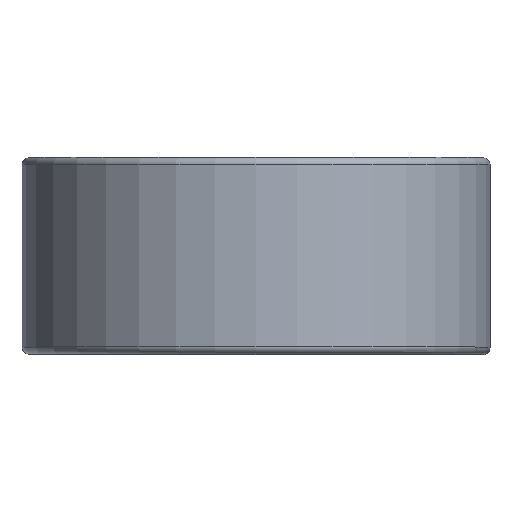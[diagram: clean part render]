
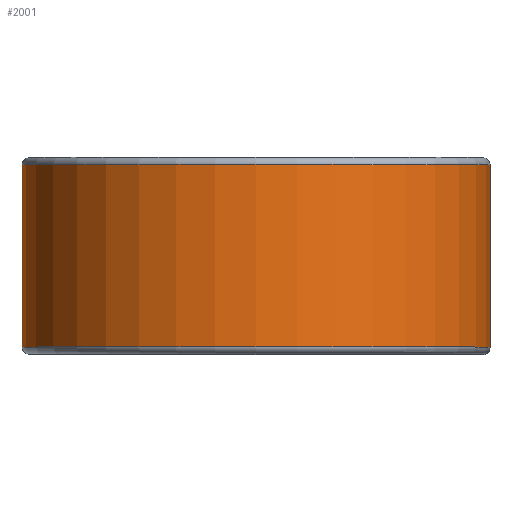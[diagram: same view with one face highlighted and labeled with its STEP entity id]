
A CAD part, top view. The second image highlights one B-rep face of the part: STEP entity #2001.
In plain terms, the highlighted cylindrical face has radius 24.536 mm (diameter 49.073 mm), a partial arc.
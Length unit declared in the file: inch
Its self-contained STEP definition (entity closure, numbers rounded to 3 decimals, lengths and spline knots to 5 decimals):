
#16 = AXIS2_PLACEMENT_3D ( 'NONE', #474, #1763, #618 ) ;
#144 = CARTESIAN_POINT ( 'NONE',  ( 0.966, -0.37625, 0. ) ) ;
#185 = ORIENTED_EDGE ( 'NONE', *, *, #775, .F. ) ;
#214 = CIRCLE ( 'NONE', #16, 0.966 ) ;
#226 = ORIENTED_EDGE ( 'NONE', *, *, #785, .F. ) ;
#470 = CARTESIAN_POINT ( 'NONE',  ( 0., 0.37625, -0.966 ) ) ;
#474 = CARTESIAN_POINT ( 'NONE',  ( 0., 0.37625, 0. ) ) ;
#589 = CARTESIAN_POINT ( 'NONE',  ( 0., 0.375, 0. ) ) ;
#618 = DIRECTION ( 'NONE',  ( 0., 0., -1. ) ) ;
#627 = FACE_OUTER_BOUND ( 'NONE', #833, .T. ) ;
#648 = DIRECTION ( 'NONE',  ( 0., 1., 0. ) ) ;
#698 = VERTEX_POINT ( 'NONE', #144 ) ;
#702 = ORIENTED_EDGE ( 'NONE', *, *, #2368, .T. ) ;
#715 = CARTESIAN_POINT ( 'NONE',  ( 0., 0.37625, -0.966 ) ) ;
#721 = DIRECTION ( 'NONE',  ( 0., -1., 0. ) ) ;
#775 = EDGE_CURVE ( 'NONE', #1594, #1053, #1614, .T. ) ;
#785 = EDGE_CURVE ( 'NONE', #698, #1594, #874, .T. ) ;
#833 = EDGE_LOOP ( 'NONE', ( #702, #2025, #185, #226 ) ) ;
#874 = CIRCLE ( 'NONE', #2313, 0.966 ) ;
#885 = CARTESIAN_POINT ( 'NONE',  ( 0., -0.37625, -0.966 ) ) ;
#1053 = VERTEX_POINT ( 'NONE', #470 ) ;
#1272 = AXIS2_PLACEMENT_3D ( 'NONE', #589, #1899, #1917 ) ;
#1404 = VECTOR ( 'NONE', #1848, 39.37008 ) ;
#1594 = VERTEX_POINT ( 'NONE', #885 ) ;
#1614 = LINE ( 'NONE', #715, #1404 ) ;
#1727 = VECTOR ( 'NONE', #648, 39.37008 ) ;
#1757 = LINE ( 'NONE', #1789, #1727 ) ;
#1761 = CYLINDRICAL_SURFACE ( 'NONE', #1272, 0.966 ) ;
#1763 = DIRECTION ( 'NONE',  ( 0., -1., 0. ) ) ;
#1789 = CARTESIAN_POINT ( 'NONE',  ( 0.966, 0.37625, 0. ) ) ;
#1848 = DIRECTION ( 'NONE',  ( 0., 1., 0. ) ) ;
#1856 = CARTESIAN_POINT ( 'NONE',  ( 0., -0.37625, 0. ) ) ;
#1899 = DIRECTION ( 'NONE',  ( 0., -1., 0. ) ) ;
#1910 = CARTESIAN_POINT ( 'NONE',  ( 0.966, 0.37625, 0. ) ) ;
#1917 = DIRECTION ( 'NONE',  ( 0., 0., -1. ) ) ;
#2000 = VERTEX_POINT ( 'NONE', #1910 ) ;
#2001 = ADVANCED_FACE ( 'NONE', ( #627 ), #1761, .T. ) ;
#2025 = ORIENTED_EDGE ( 'NONE', *, *, #2248, .T. ) ;
#2064 = DIRECTION ( 'NONE',  ( 0., 0., -1. ) ) ;
#2248 = EDGE_CURVE ( 'NONE', #2000, #1053, #214, .T. ) ;
#2313 = AXIS2_PLACEMENT_3D ( 'NONE', #1856, #721, #2064 ) ;
#2368 = EDGE_CURVE ( 'NONE', #698, #2000, #1757, .T. ) ;
